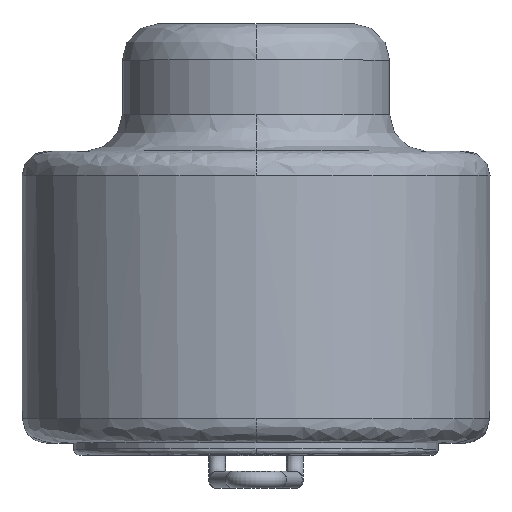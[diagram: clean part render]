
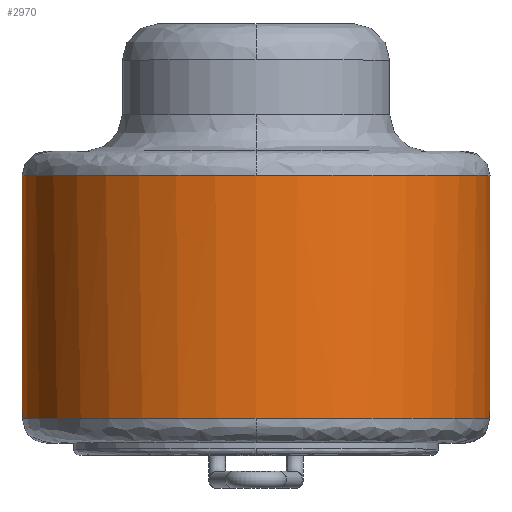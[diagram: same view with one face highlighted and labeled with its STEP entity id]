
A CAD part, top view. The second image highlights one B-rep face of the part: STEP entity #2970.
In plain terms, the highlighted cylindrical face has radius 19.25 mm (diameter 38.5 mm), a full revolution.
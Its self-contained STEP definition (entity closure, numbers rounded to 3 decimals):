
#2206=CARTESIAN_POINT('',(-0.,22.,-19.25));
#2207=VERTEX_POINT('',#2206);
#2224=CARTESIAN_POINT('',(0.,22.,19.25));
#2225=VERTEX_POINT('',#2224);
#2226=CARTESIAN_POINT('',(0.,22.,0.));
#2227=DIRECTION('',(0.,-1.,0.));
#2228=DIRECTION('',(0.,0.,-1.));
#2229=AXIS2_PLACEMENT_3D('',#2226,#2227,#2228);
#2230=CIRCLE('',#2229,19.25);
#2231=EDGE_CURVE('NONE',#2225,#2207,#2230,.T.);
#2269=CARTESIAN_POINT('',(0.,2.,19.25));
#2270=VERTEX_POINT('',#2269);
#2271=CARTESIAN_POINT('',(10.85,2.,-15.901));
#2272=VERTEX_POINT('',#2271);
#2273=CARTESIAN_POINT('',(0.,2.,0.));
#2274=DIRECTION('',(-0.,1.,-0.));
#2275=DIRECTION('',(0.,0.,-1.));
#2276=AXIS2_PLACEMENT_3D('',#2273,#2274,#2275);
#2277=CIRCLE('',#2276,19.25);
#2278=EDGE_CURVE('NONE',#2270,#2272,#2277,.T.);
#2855=CARTESIAN_POINT('',(0.,24.,0.));
#2856=DIRECTION('',(0.,-1.,0.));
#2857=DIRECTION('',(0.,0.,-1.));
#2858=AXIS2_PLACEMENT_3D('',#2855,#2856,#2857);
#2859=CYLINDRICAL_SURFACE('',#2858,19.25);
#2860=CARTESIAN_POINT('',(0.,19.,-19.25));
#2861=VERTEX_POINT('',#2860);
#2862=CARTESIAN_POINT('',(0.,19.,-19.25));
#2863=DIRECTION('',(-0.,1.,-0.));
#2864=VECTOR('',#2863,3.);
#2865=LINE('',#2862,#2864);
#2866=EDGE_CURVE('',#2861,#2207,#2865,.T.);
#2867=ORIENTED_EDGE('',*,*,#2866,.T.);
#2868=CARTESIAN_POINT('',(0.,22.,0.));
#2869=DIRECTION('',(0.,-1.,0.));
#2870=DIRECTION('',(0.,0.,-1.));
#2871=AXIS2_PLACEMENT_3D('',#2868,#2869,#2870);
#2872=CIRCLE('',#2871,19.25);
#2873=EDGE_CURVE('NONE',#2207,#2225,#2872,.T.);
#2874=ORIENTED_EDGE('',*,*,#2873,.T.);
#2875=ORIENTED_EDGE('',*,*,#2231,.T.);
#2876=ORIENTED_EDGE('',*,*,#2866,.F.);
#2877=CARTESIAN_POINT('',(-8.85,19.,-17.095));
#2878=VERTEX_POINT('',#2877);
#2879=CARTESIAN_POINT('',(0.,19.,0.));
#2880=DIRECTION('',(-0.,1.,-0.));
#2881=DIRECTION('',(0.,0.,-1.));
#2882=AXIS2_PLACEMENT_3D('',#2879,#2880,#2881);
#2883=CIRCLE('',#2882,19.25);
#2884=EDGE_CURVE('NONE',#2861,#2878,#2883,.T.);
#2885=ORIENTED_EDGE('',*,*,#2884,.T.);
#2886=CARTESIAN_POINT('',(-10.85,17.,-15.901));
#2887=VERTEX_POINT('',#2886);
#2888=CARTESIAN_POINT('',(-8.85,19.,-17.095));
#2889=CARTESIAN_POINT('',(-9.104,19.,-16.964));
#2890=CARTESIAN_POINT('',(-9.347,18.954,-16.831));
#2891=CARTESIAN_POINT('',(-9.581,18.862,-16.696));
#2892=CARTESIAN_POINT('',(-9.815,18.77,-16.562));
#2893=CARTESIAN_POINT('',(-10.028,18.637,-16.433));
#2894=CARTESIAN_POINT('',(-10.217,18.46,-16.315));
#2895=CARTESIAN_POINT('',(-10.312,18.371,-16.256));
#2896=CARTESIAN_POINT('',(-10.398,18.273,-16.2));
#2897=CARTESIAN_POINT('',(-10.475,18.166,-16.15));
#2898=CARTESIAN_POINT('',(-10.552,18.059,-16.1));
#2899=CARTESIAN_POINT('',(-10.62,17.94,-16.055));
#2900=CARTESIAN_POINT('',(-10.676,17.815,-16.018));
#2901=CARTESIAN_POINT('',(-10.732,17.691,-15.981));
#2902=CARTESIAN_POINT('',(-10.775,17.56,-15.952));
#2903=CARTESIAN_POINT('',(-10.805,17.423,-15.932));
#2904=CARTESIAN_POINT('',(-10.834,17.287,-15.912));
#2905=CARTESIAN_POINT('',(-10.85,17.143,-15.901));
#2906=CARTESIAN_POINT('',(-10.85,17.,-15.901));
#2907=B_SPLINE_CURVE_WITH_KNOTS('',3,(#2888,#2889,#2890,#2891,#2892,#2893,#2894,#2895,#2896,#2897,#2898,#2899,#2900,#2901,#2902,#2903,#2904,#2905,#2906),.UNSPECIFIED.,.F.,.F.,(4,3,3,3,3,3,4),(0.,0.001,0.002,0.002,0.003,0.003,0.003),.UNSPECIFIED.);
#2908=EDGE_CURVE('NONE',#2878,#2887,#2907,.T.);
#2909=ORIENTED_EDGE('',*,*,#2908,.T.);
#2910=CARTESIAN_POINT('',(-10.85,2.,-15.901));
#2911=VERTEX_POINT('',#2910);
#2912=CARTESIAN_POINT('',(-10.85,17.,-15.901));
#2913=DIRECTION('',(-0.,-1.,-0.));
#2914=VECTOR('',#2913,15.);
#2915=LINE('',#2912,#2914);
#2916=EDGE_CURVE('NONE',#2887,#2911,#2915,.T.);
#2917=ORIENTED_EDGE('',*,*,#2916,.T.);
#2918=CARTESIAN_POINT('',(0.,2.,0.));
#2919=DIRECTION('',(-0.,1.,-0.));
#2920=DIRECTION('',(0.,0.,-1.));
#2921=AXIS2_PLACEMENT_3D('',#2918,#2919,#2920);
#2922=CIRCLE('',#2921,19.25);
#2923=EDGE_CURVE('NONE',#2911,#2270,#2922,.T.);
#2924=ORIENTED_EDGE('',*,*,#2923,.T.);
#2925=ORIENTED_EDGE('',*,*,#2278,.T.);
#2926=CARTESIAN_POINT('',(10.85,17.,-15.901));
#2927=VERTEX_POINT('',#2926);
#2928=CARTESIAN_POINT('',(10.85,2.,-15.901));
#2929=DIRECTION('',(-0.,1.,0.));
#2930=VECTOR('',#2929,15.);
#2931=LINE('',#2928,#2930);
#2932=EDGE_CURVE('NONE',#2272,#2927,#2931,.T.);
#2933=ORIENTED_EDGE('',*,*,#2932,.T.);
#2934=CARTESIAN_POINT('',(8.85,19.,-17.095));
#2935=VERTEX_POINT('',#2934);
#2936=CARTESIAN_POINT('',(10.85,17.,-15.901));
#2937=CARTESIAN_POINT('',(10.85,17.143,-15.901));
#2938=CARTESIAN_POINT('',(10.835,17.283,-15.911));
#2939=CARTESIAN_POINT('',(10.806,17.42,-15.931));
#2940=CARTESIAN_POINT('',(10.776,17.556,-15.951));
#2941=CARTESIAN_POINT('',(10.732,17.69,-15.981));
#2942=CARTESIAN_POINT('',(10.677,17.815,-16.018));
#2943=CARTESIAN_POINT('',(10.621,17.939,-16.055));
#2944=CARTESIAN_POINT('',(10.553,18.057,-16.1));
#2945=CARTESIAN_POINT('',(10.476,18.165,-16.15));
#2946=CARTESIAN_POINT('',(10.398,18.273,-16.2));
#2947=CARTESIAN_POINT('',(10.312,18.37,-16.255));
#2948=CARTESIAN_POINT('',(10.218,18.459,-16.314));
#2949=CARTESIAN_POINT('',(10.124,18.547,-16.373));
#2950=CARTESIAN_POINT('',(10.022,18.625,-16.436));
#2951=CARTESIAN_POINT('',(9.916,18.692,-16.5));
#2952=CARTESIAN_POINT('',(9.81,18.759,-16.564));
#2953=CARTESIAN_POINT('',(9.698,18.816,-16.629));
#2954=CARTESIAN_POINT('',(9.581,18.862,-16.696));
#2955=CARTESIAN_POINT('',(9.347,18.953,-16.831));
#2956=CARTESIAN_POINT('',(9.103,19.,-16.964));
#2957=CARTESIAN_POINT('',(8.85,19.,-17.095));
#2958=B_SPLINE_CURVE_WITH_KNOTS('',3,(#2936,#2937,#2938,#2939,#2940,#2941,#2942,#2943,#2944,#2945,#2946,#2947,#2948,#2949,#2950,#2951,#2952,#2953,#2954,#2955,#2956,#2957),.UNSPECIFIED.,.F.,.F.,(4,3,3,3,3,3,3,4),(0.,0.,0.001,0.001,0.002,0.002,0.003,0.003),.UNSPECIFIED.);
#2959=EDGE_CURVE('NONE',#2927,#2935,#2958,.T.);
#2960=ORIENTED_EDGE('',*,*,#2959,.T.);
#2961=CARTESIAN_POINT('',(0.,19.,0.));
#2962=DIRECTION('',(-0.,1.,-0.));
#2963=DIRECTION('',(0.,0.,-1.));
#2964=AXIS2_PLACEMENT_3D('',#2961,#2962,#2963);
#2965=CIRCLE('',#2964,19.25);
#2966=EDGE_CURVE('NONE',#2935,#2861,#2965,.T.);
#2967=ORIENTED_EDGE('',*,*,#2966,.T.);
#2968=EDGE_LOOP('',(#2867,#2874,#2875,#2876,#2885,#2909,#2917,#2924,#2925,#2933,#2960,#2967));
#2969=FACE_BOUND('',#2968,.T.);
#2970=ADVANCED_FACE('NONE',(#2969),#2859,.T.);
